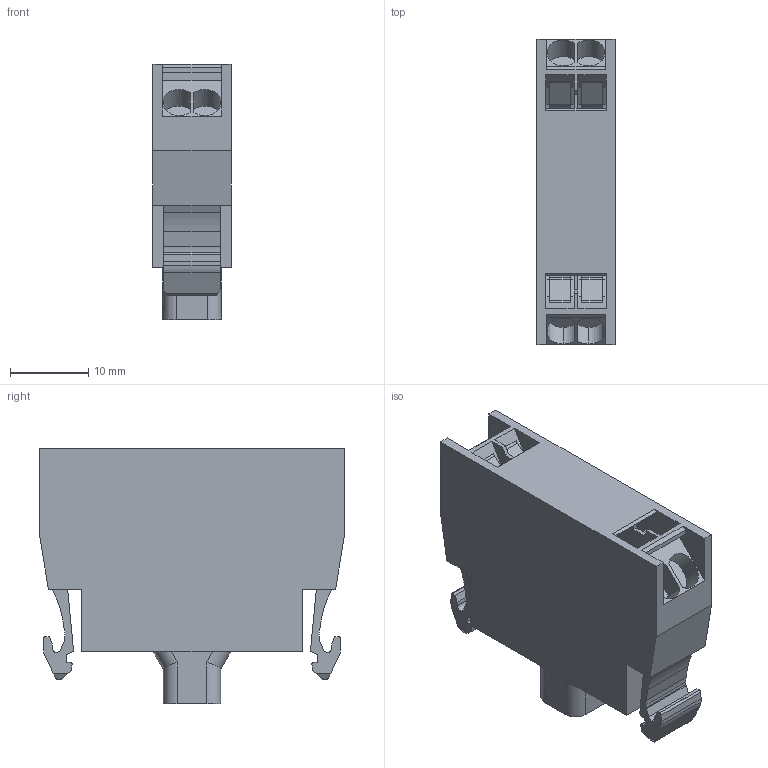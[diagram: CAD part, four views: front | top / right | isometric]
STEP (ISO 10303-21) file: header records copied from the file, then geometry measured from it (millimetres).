
FILE_DESCRIPTION(/* description */ ('Alibre Inc.'),/* implementation_level */ '2;1');
FILE_NAME(/* name */ 'export-535B59EF-3895-49D3-A1D5-EF2F4F1CA11C',/* time_stamp */ '2022-11-03T14:33:28+01:00',/* author */ (''),/* organization */ (''),/* preprocessor_version */ 'ST-DEVELOPER v17',/* originating_system */ 'Alibre',/* authorisation */ '');
FILE_SCHEMA (('AUTOMOTIVE_DESIGN'));
Length unit declared in the file: millimetre
Products named in the file (1): _216576_(index)
Bounding box: 10 x 39 x 32.6 mm (x, y, z)
Volume: 9190.9 mm3; surface area: 4263.5 mm2
Topology: 1 solids, 1 shells, 212 faces, 592 edges, 392 vertices
Faces by surface type: plane 150, cylinder 58, cone 4
Entity records: 6640 total; most frequent: CARTESIAN_POINT 1248, ORIENTED_EDGE 1184, DIRECTION 950, EDGE_CURVE 592, VECTOR 468, LINE 468, VERTEX_POINT 392, AXIS2_PLACEMENT_3D 316
